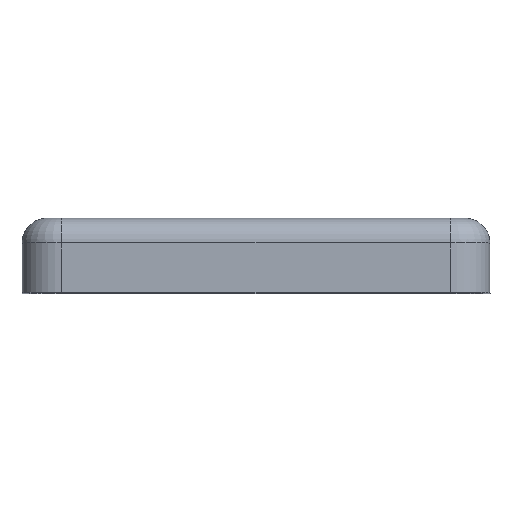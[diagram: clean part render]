
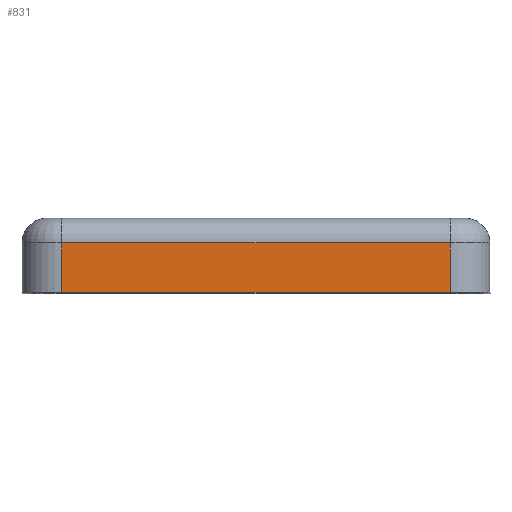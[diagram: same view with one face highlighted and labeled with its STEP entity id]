
A CAD part, top view. The second image highlights one B-rep face of the part: STEP entity #831.
In plain terms, the highlighted planar face has unit normal (0, 0, 1).
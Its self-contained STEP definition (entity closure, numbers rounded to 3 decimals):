
#88 = CARTESIAN_POINT ( 'NONE',  ( -7.85, -3., 15.1 ) ) ;
#92 = DIRECTION ( 'NONE',  ( 1., 0., 0. ) ) ;
#152 = VERTEX_POINT ( 'NONE', #88 ) ;
#539 = CARTESIAN_POINT ( 'NONE',  ( 7.85, -3., 15.1 ) ) ;
#649 = ORIENTED_EDGE ( 'NONE', *, *, #657, .F. ) ;
#657 = EDGE_CURVE ( 'NONE', #2157, #2655, #1666, .T. ) ;
#659 = DIRECTION ( 'NONE',  ( 0., 0., 1. ) ) ;
#799 = FACE_OUTER_BOUND ( 'NONE', #1979, .T. ) ;
#831 = ADVANCED_FACE ( 'NONE', ( #799 ), #2074, .T. ) ;
#924 = VECTOR ( 'NONE', #1002, 1000. ) ;
#932 = VERTEX_POINT ( 'NONE', #1101 ) ;
#1002 = DIRECTION ( 'NONE',  ( 0., -1., 0. ) ) ;
#1101 = CARTESIAN_POINT ( 'NONE',  ( -7.85, -1., 15.1 ) ) ;
#1395 = EDGE_CURVE ( 'NONE', #932, #152, #1615, .T. ) ;
#1558 = EDGE_CURVE ( 'NONE', #152, #2655, #2585, .T. ) ;
#1604 = VECTOR ( 'NONE', #92, 1000. ) ;
#1615 = LINE ( 'NONE', #1954, #2616 ) ;
#1639 = DIRECTION ( 'NONE',  ( 1., 0., 0. ) ) ;
#1665 = LINE ( 'NONE', #2582, #1604 ) ;
#1666 = LINE ( 'NONE', #1830, #924 ) ;
#1712 = ORIENTED_EDGE ( 'NONE', *, *, #1558, .T. ) ;
#1830 = CARTESIAN_POINT ( 'NONE',  ( 7.85, 0., 15.1 ) ) ;
#1929 = AXIS2_PLACEMENT_3D ( 'NONE', #2511, #659, #2065 ) ;
#1954 = CARTESIAN_POINT ( 'NONE',  ( -7.85, 0., 15.1 ) ) ;
#1979 = EDGE_LOOP ( 'NONE', ( #1712, #649, #2305, #2102 ) ) ;
#2026 = VECTOR ( 'NONE', #1639, 1000. ) ;
#2065 = DIRECTION ( 'NONE',  ( 0., -1., 0. ) ) ;
#2072 = CARTESIAN_POINT ( 'NONE',  ( 7.85, -1., 15.1 ) ) ;
#2074 = PLANE ( 'NONE',  #1929 ) ;
#2102 = ORIENTED_EDGE ( 'NONE', *, *, #1395, .T. ) ;
#2157 = VERTEX_POINT ( 'NONE', #2072 ) ;
#2197 = DIRECTION ( 'NONE',  ( 0., -1., 0. ) ) ;
#2305 = ORIENTED_EDGE ( 'NONE', *, *, #2336, .F. ) ;
#2336 = EDGE_CURVE ( 'NONE', #932, #2157, #1665, .T. ) ;
#2511 = CARTESIAN_POINT ( 'NONE',  ( -7.85, 0., 15.1 ) ) ;
#2582 = CARTESIAN_POINT ( 'NONE',  ( -7.85, -1., 15.1 ) ) ;
#2585 = LINE ( 'NONE', #2687, #2026 ) ;
#2616 = VECTOR ( 'NONE', #2197, 1000. ) ;
#2655 = VERTEX_POINT ( 'NONE', #539 ) ;
#2687 = CARTESIAN_POINT ( 'NONE',  ( -7.85, -3., 15.1 ) ) ;
